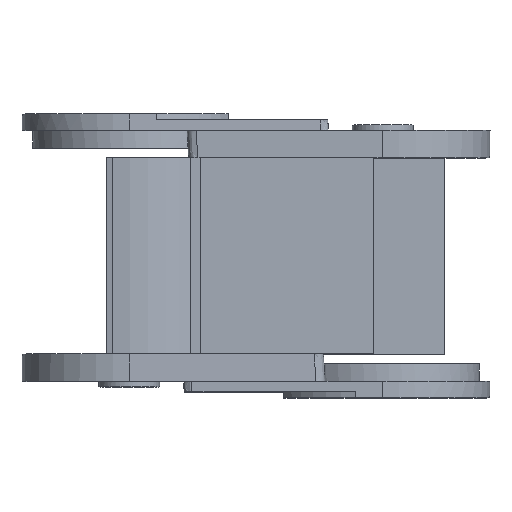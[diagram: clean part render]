
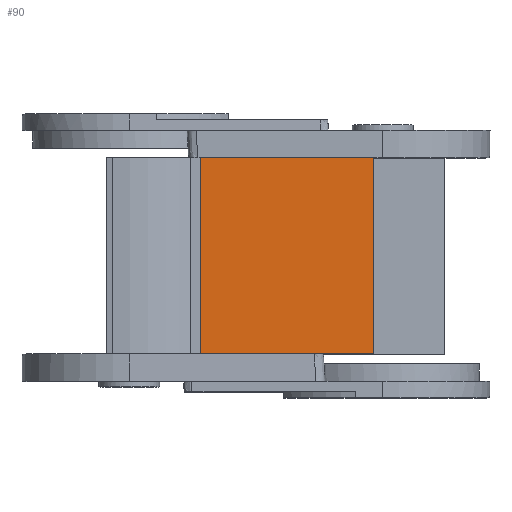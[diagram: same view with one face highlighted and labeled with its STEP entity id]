
A CAD part, top view. The second image highlights one B-rep face of the part: STEP entity #90.
In plain terms, the highlighted planar face has unit normal (0, 0, 1).
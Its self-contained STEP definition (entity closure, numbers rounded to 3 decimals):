
#90=ADVANCED_FACE('',(#196),#1587,.T.);
#196=FACE_OUTER_BOUND('',#302,.T.);
#302=EDGE_LOOP('',(#683,#684,#685,#686));
#683=ORIENTED_EDGE('',*,*,#1006,.T.);
#684=ORIENTED_EDGE('',*,*,#1007,.T.);
#685=ORIENTED_EDGE('',*,*,#1008,.F.);
#686=ORIENTED_EDGE('',*,*,#1005,.F.);
#1005=EDGE_CURVE('',#1463,#1464,#1286,.T.);
#1006=EDGE_CURVE('',#1463,#1465,#1164,.T.);
#1007=EDGE_CURVE('',#1465,#1466,#1287,.T.);
#1008=EDGE_CURVE('',#1464,#1466,#1165,.T.);
#1164=(
BOUNDED_CURVE()
B_SPLINE_CURVE(2,(#3445,#3446,#3447,#3448,#3449),.UNSPECIFIED.,.F.,.F.)
B_SPLINE_CURVE_WITH_KNOTS((3,2,3),(-175.584,-174.377,
-109.408),.UNSPECIFIED.)
CURVE()
GEOMETRIC_REPRESENTATION_ITEM()
RATIONAL_B_SPLINE_CURVE((1.,1.,1.,1.,1.))
REPRESENTATION_ITEM('')
);
#1165=(
BOUNDED_CURVE()
B_SPLINE_CURVE(2,(#3452,#3453,#3454,#3455,#3456),.UNSPECIFIED.,.F.,.F.)
B_SPLINE_CURVE_WITH_KNOTS((3,2,3),(-175.584,-174.377,
-109.408),.UNSPECIFIED.)
CURVE()
GEOMETRIC_REPRESENTATION_ITEM()
RATIONAL_B_SPLINE_CURVE((1.,1.,1.,1.,1.))
REPRESENTATION_ITEM('')
);
#1286=B_SPLINE_CURVE_WITH_KNOTS('',1,(#3443,#3444),.UNSPECIFIED.,.F.,.F.,
(2,2),(0.,74.),.UNSPECIFIED.);
#1287=B_SPLINE_CURVE_WITH_KNOTS('',1,(#3450,#3451),.UNSPECIFIED.,.F.,.F.,
(2,2),(0.,74.),.UNSPECIFIED.);
#1463=VERTEX_POINT('',#2434);
#1464=VERTEX_POINT('',#2435);
#1465=VERTEX_POINT('',#2436);
#1466=VERTEX_POINT('',#2437);
#1587=PLANE('',#1664);
#1664=AXIS2_PLACEMENT_3D('',#2212,#1724,$);
#1724=DIRECTION('',(0.,0.,1.));
#2212=CARTESIAN_POINT('',(-458.208,-11.8,78.714));
#2434=CARTESIAN_POINT('',(-458.208,-11.8,78.714));
#2435=CARTESIAN_POINT('',(-458.208,63.2,78.714));
#2436=CARTESIAN_POINT('',(-392.033,-11.8,78.714));
#2437=CARTESIAN_POINT('',(-392.033,63.2,78.714));
#3443=CARTESIAN_POINT('',(-458.208,-11.8,78.714));
#3444=CARTESIAN_POINT('',(-458.208,63.2,78.714));
#3445=CARTESIAN_POINT('',(-458.208,-11.8,78.714));
#3446=CARTESIAN_POINT('',(-457.605,-11.8,78.714));
#3447=CARTESIAN_POINT('',(-457.002,-11.8,78.714));
#3448=CARTESIAN_POINT('',(-424.517,-11.8,78.714));
#3449=CARTESIAN_POINT('',(-392.033,-11.8,78.714));
#3450=CARTESIAN_POINT('',(-392.033,-11.8,78.714));
#3451=CARTESIAN_POINT('',(-392.033,63.2,78.714));
#3452=CARTESIAN_POINT('',(-458.208,63.2,78.714));
#3453=CARTESIAN_POINT('',(-457.605,63.2,78.714));
#3454=CARTESIAN_POINT('',(-457.002,63.2,78.714));
#3455=CARTESIAN_POINT('',(-424.517,63.2,78.714));
#3456=CARTESIAN_POINT('',(-392.033,63.2,78.714));
